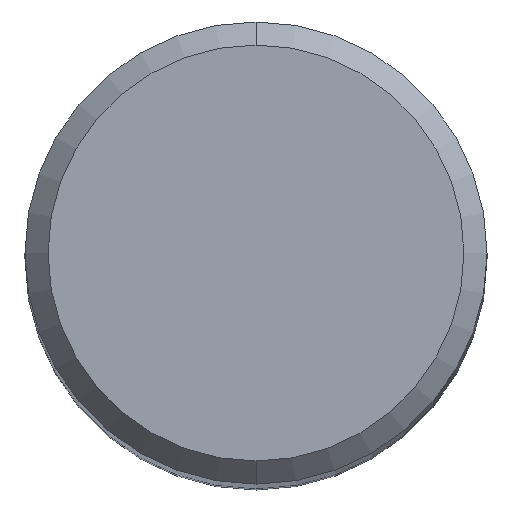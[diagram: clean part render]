
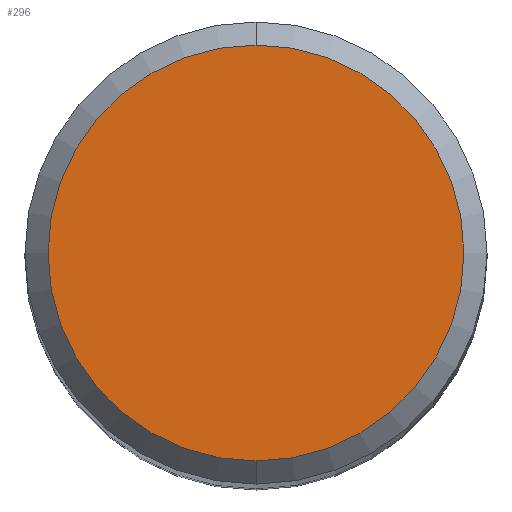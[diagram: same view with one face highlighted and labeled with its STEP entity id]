
A CAD part, top view. The second image highlights one B-rep face of the part: STEP entity #296.
In plain terms, the highlighted planar face has unit normal (0, 0, 1).
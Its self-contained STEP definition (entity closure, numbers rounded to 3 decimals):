
#158=VERTEX_POINT('',#424);
#248=EDGE_CURVE('',#372,#158,#522,.T.);
#296=ADVANCED_FACE('',(#576),#577,.T.);
#342=EDGE_CURVE('',#158,#372,#629,.T.);
#372=VERTEX_POINT('',#660);
#424=CARTESIAN_POINT('',(0.0,3.6,0.0));
#522=CIRCLE('',#884,3.6);
#576=FACE_OUTER_BOUND('',#1052,.T.);
#577=PLANE('',#1053);
#629=CIRCLE('',#1137,3.6);
#660=CARTESIAN_POINT('',(0.,-3.6,0.0));
#884=AXIS2_PLACEMENT_3D('',#1404,#1405,#1406);
#1052=EDGE_LOOP('',(#1469,#1470));
#1053=AXIS2_PLACEMENT_3D('',#1471,#1472,#1473);
#1137=AXIS2_PLACEMENT_3D('',#1533,#1534,#1535);
#1404=CARTESIAN_POINT('',(0.0,0.0,0.0));
#1405=DIRECTION('',(0.0,0.0,-1.0));
#1406=DIRECTION('',(0.0,1.0,0.0));
#1469=ORIENTED_EDGE('',*,*,#342,.F.);
#1470=ORIENTED_EDGE('',*,*,#248,.F.);
#1471=CARTESIAN_POINT('',(0.0,1.8,0.0));
#1472=DIRECTION('',(-0.0,0.0,1.0));
#1473=DIRECTION('',(0.0,-1.0,0.0));
#1533=CARTESIAN_POINT('',(0.0,0.0,0.0));
#1534=DIRECTION('',(0.0,0.0,-1.0));
#1535=DIRECTION('',(0.0,1.0,0.0));
